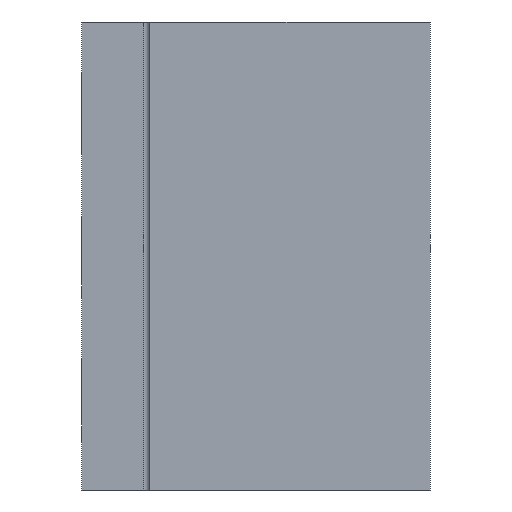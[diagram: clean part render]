
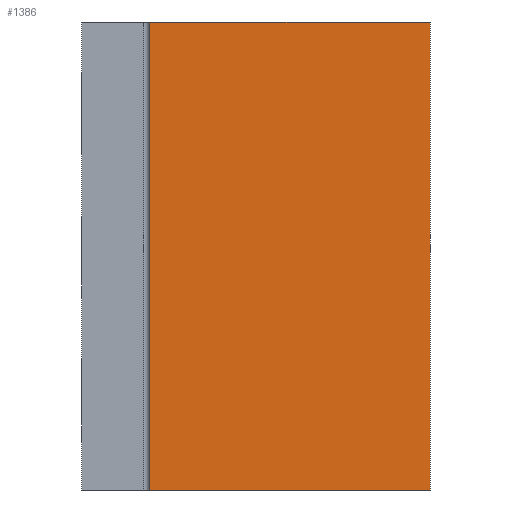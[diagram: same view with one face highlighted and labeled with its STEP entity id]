
A CAD part, front view. The second image highlights one B-rep face of the part: STEP entity #1386.
In plain terms, the highlighted planar face has unit normal (0, -1, 0).
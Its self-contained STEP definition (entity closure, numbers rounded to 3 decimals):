
#20=PLANE('',#1477);
#104=FACE_OUTER_BOUND('',#179,.T.);
#179=EDGE_LOOP('',(#1238,#1239,#1240,#1241));
#389=LINE('',#8245,#450);
#394=LINE('',#8260,#455);
#395=LINE('',#8262,#456);
#396=LINE('',#8263,#457);
#450=VECTOR('',#1663,10.);
#455=VECTOR('',#1680,10.);
#456=VECTOR('',#1681,10.);
#457=VECTOR('',#1682,10.);
#602=VERTEX_POINT('',#8242);
#603=VERTEX_POINT('',#8244);
#607=VERTEX_POINT('',#8259);
#608=VERTEX_POINT('',#8261);
#814=EDGE_CURVE('',#603,#602,#389,.T.);
#820=EDGE_CURVE('',#602,#607,#394,.T.);
#821=EDGE_CURVE('',#608,#607,#395,.T.);
#822=EDGE_CURVE('',#608,#603,#396,.T.);
#1238=ORIENTED_EDGE('',*,*,#820,.T.);
#1239=ORIENTED_EDGE('',*,*,#821,.F.);
#1240=ORIENTED_EDGE('',*,*,#822,.T.);
#1241=ORIENTED_EDGE('',*,*,#814,.T.);
#1386=ADVANCED_FACE('',(#104),#20,.T.);
#1477=AXIS2_PLACEMENT_3D('',#8258,#1678,#1679);
#1663=DIRECTION('',(0.,0.,-1.));
#1678=DIRECTION('center_axis',(0.,-1.,0.));
#1679=DIRECTION('ref_axis',(-1.,0.,0.));
#1680=DIRECTION('',(1.,0.,0.));
#1681=DIRECTION('',(0.,0.,-1.));
#1682=DIRECTION('',(-1.,0.,0.));
#8242=CARTESIAN_POINT('',(0.801,6.55,-37.5));
#8244=CARTESIAN_POINT('',(0.801,6.55,37.5));
#8245=CARTESIAN_POINT('',(0.801,6.55,37.5));
#8258=CARTESIAN_POINT('Origin',(45.801,6.55,37.5));
#8259=CARTESIAN_POINT('',(45.801,6.55,-37.5));
#8260=CARTESIAN_POINT('',(31.826,6.55,-37.5));
#8261=CARTESIAN_POINT('',(45.801,6.55,37.5));
#8262=CARTESIAN_POINT('',(45.801,6.55,37.5));
#8263=CARTESIAN_POINT('',(45.801,6.55,37.5));
